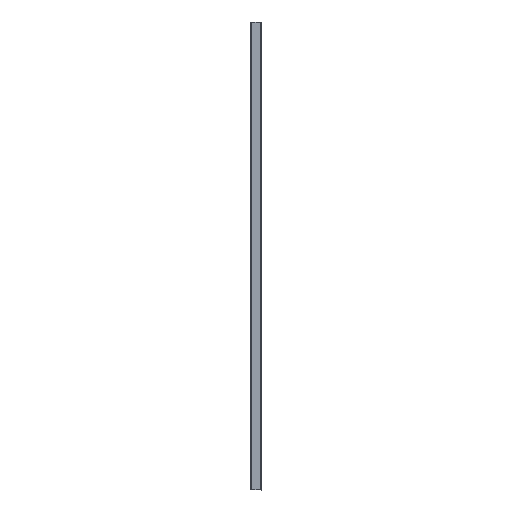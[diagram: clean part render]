
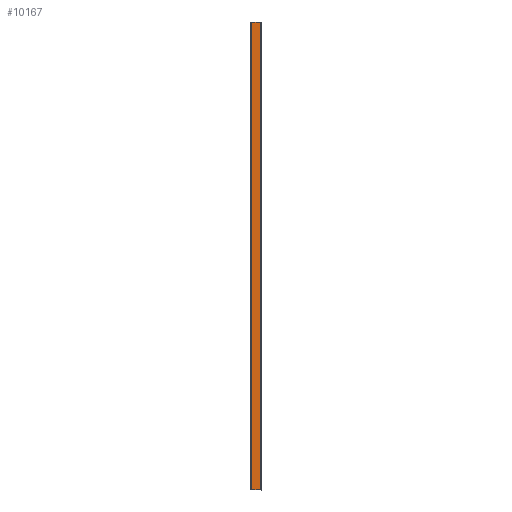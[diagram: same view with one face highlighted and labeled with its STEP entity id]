
A CAD part, left-side view. The second image highlights one B-rep face of the part: STEP entity #10167.
In plain terms, the highlighted planar face has unit normal (-1, 0, 0).
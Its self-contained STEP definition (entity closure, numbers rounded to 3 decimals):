
#3806 = DIRECTION ( 'NONE',  ( 0., 1., 0. ) ) ;
#6111 = CARTESIAN_POINT ( 'NONE',  ( -20.5, 0., 0. ) ) ;
#8056 = LINE ( 'NONE', #50666, #17896 ) ;
#8270 = VERTEX_POINT ( 'NONE', #12469 ) ;
#10167 = ADVANCED_FACE ( 'NONE', ( #28810 ), #24365, .F. ) ;
#12178 = DIRECTION ( 'NONE',  ( 0., 0., 1. ) ) ;
#12469 = CARTESIAN_POINT ( 'NONE',  ( -20.5, 2.25, 0. ) ) ;
#14531 = VERTEX_POINT ( 'NONE', #50323 ) ;
#16640 = CARTESIAN_POINT ( 'NONE',  ( -20.5, 0., -450. ) ) ;
#17896 = VECTOR ( 'NONE', #3806, 1000. ) ;
#17958 = VERTEX_POINT ( 'NONE', #37626 ) ;
#18291 = ORIENTED_EDGE ( 'NONE', *, *, #24379, .F. ) ;
#21512 = VECTOR ( 'NONE', #29046, 1000. ) ;
#21612 = DIRECTION ( 'NONE',  ( 0., 0., 1. ) ) ;
#23067 = AXIS2_PLACEMENT_3D ( 'NONE', #16640, #44050, #28302 ) ;
#24365 = PLANE ( 'NONE',  #23067 ) ;
#24379 = EDGE_CURVE ( 'NONE', #14531, #50010, #8056, .T. ) ;
#24958 = EDGE_LOOP ( 'NONE', ( #30413, #28214, #18291, #47697 ) ) ;
#25001 = LINE ( 'NONE', #37353, #42141 ) ;
#25622 = EDGE_CURVE ( 'NONE', #50010, #17958, #41624, .T. ) ;
#28214 = ORIENTED_EDGE ( 'NONE', *, *, #25622, .F. ) ;
#28302 = DIRECTION ( 'NONE',  ( 0., 0., -1. ) ) ;
#28810 = FACE_OUTER_BOUND ( 'NONE', #24958, .T. ) ;
#28882 = CARTESIAN_POINT ( 'NONE',  ( -20.5, 18.75, -900. ) ) ;
#29046 = DIRECTION ( 'NONE',  ( 0., 1., 0. ) ) ;
#30413 = ORIENTED_EDGE ( 'NONE', *, *, #45506, .T. ) ;
#31734 = CARTESIAN_POINT ( 'NONE',  ( -20.5, 18.75, -450. ) ) ;
#37353 = CARTESIAN_POINT ( 'NONE',  ( -20.5, 2.25, -450. ) ) ;
#37626 = CARTESIAN_POINT ( 'NONE',  ( -20.5, 18.75, 0. ) ) ;
#38586 = VECTOR ( 'NONE', #12178, 1000. ) ;
#40503 = EDGE_CURVE ( 'NONE', #14531, #8270, #25001, .T. ) ;
#41624 = LINE ( 'NONE', #31734, #38586 ) ;
#42141 = VECTOR ( 'NONE', #21612, 1000. ) ;
#44050 = DIRECTION ( 'NONE',  ( 1., 0., 0. ) ) ;
#45506 = EDGE_CURVE ( 'NONE', #8270, #17958, #50270, .T. ) ;
#47697 = ORIENTED_EDGE ( 'NONE', *, *, #40503, .T. ) ;
#50010 = VERTEX_POINT ( 'NONE', #28882 ) ;
#50270 = LINE ( 'NONE', #6111, #21512 ) ;
#50323 = CARTESIAN_POINT ( 'NONE',  ( -20.5, 2.25, -900. ) ) ;
#50666 = CARTESIAN_POINT ( 'NONE',  ( -20.5, 0., -900. ) ) ;
